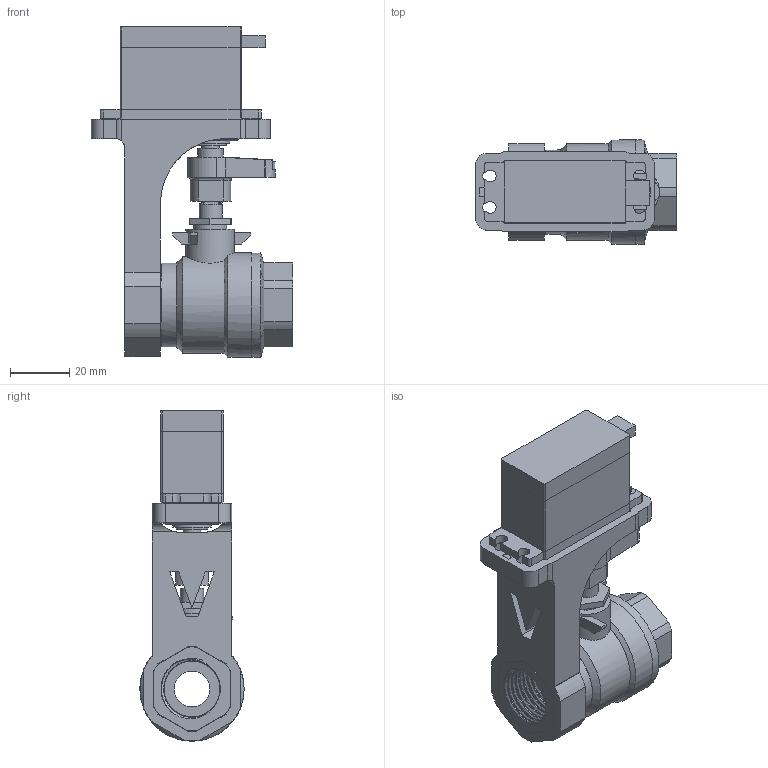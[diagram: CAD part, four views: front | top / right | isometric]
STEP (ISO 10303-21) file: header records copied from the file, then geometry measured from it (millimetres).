
FILE_DESCRIPTION(/* description */ (''),/* implementation_level */ '2;1');
FILE_NAME(/* name */ '1 2 Flow Control Valve.step',/* time_stamp */ '2020-10-28T15:38:29+11:00',/* author */ (''),/* organization */ (''),/* preprocessor_version */ 'ST-DEVELOPER v18.1',/* originating_system */ 'Autodesk Translation Framework v9.3.0.1241',/* authorisation */ '');
FILE_SCHEMA (('AUTOMOTIVE_DESIGN { 1 0 10303 214 3 1 1 }'));
Length unit declared in the file: millimetre
Products named in the file (11): 1 2 Flow Control Valve; PowerHD 20Kg 543015; Servo 20Kg; PowerHD Servo Horn (Half); Single Horn; 1 2 Two Piece Ball Valve BVS4B L T; Main Body; 2nd Body; Component3; 1 2 Horn Shoe; 1 2 Main Body
Assembly tree (10 placements, depth 3):
  1 2 Flow Control Valve
    PowerHD 20Kg 543015
      Servo 20Kg
    PowerHD Servo Horn (Half)
      Single Horn
    1 2 Two Piece Ball Valve BVS4B L T
      Main Body
      2nd Body
      Component3
    1 2 Horn Shoe
    1 2 Main Body
Bounding box: 67.94 x 35.2 x 111.55 mm (x, y, z)
Volume: 87293.6 mm3; surface area: 41453 mm2
Topology: 9 solids, 9 shells, 458 faces, 1227 edges, 801 vertices
Faces by surface type: plane 253, cylinder 148, bspline 46, cone 9, sphere 1, torus 1
Full cylindrical faces by diameter (mm): 1.5 x3, 3 x2, 5 x4, 6 x1, 6.6 x1, 7.5 x1, 7.866 x1, 8.6 x1, 10.6 x1, 11.1 x1, 11.3 x1, 11.7 x1, 12 x3, 13 x1, 16.3 x1, 18.6 x1, 20.955 x15, 28.4 x1, 32.55 x1, 35.2 x2
Entity records: 24645 total; most frequent: CARTESIAN_POINT 13157, ORIENTED_EDGE 2452, DIRECTION 2105, EDGE_CURVE 1226, VERTEX_POINT 801, LINE 741, VECTOR 741, AXIS2_PLACEMENT_3D 682
